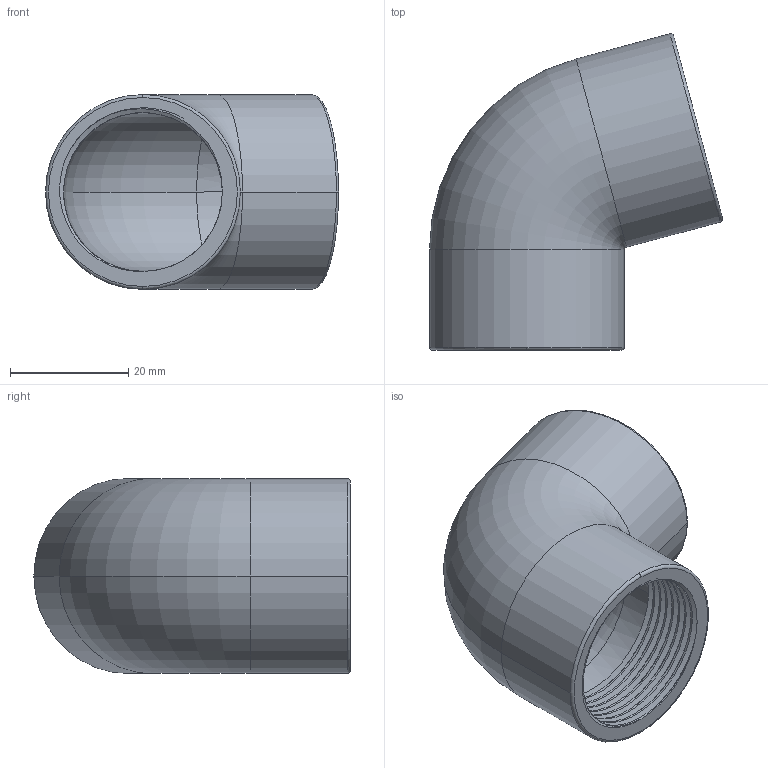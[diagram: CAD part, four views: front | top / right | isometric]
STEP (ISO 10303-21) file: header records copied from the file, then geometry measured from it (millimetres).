
FILE_DESCRIPTION (( 'STEP AP203' ), '1' );
FILE_NAME ('3D_R222-75_3-4_171543540.STEP', '2024-08-21T08:09:24', ( '' ), ( '' ), 'SwSTEP 2.0', 'SolidWorks 2024', '' );
FILE_SCHEMA (( 'CONFIG_CONTROL_DESIGN' ));
Length unit declared in the file: millimetre
Products named in the file (1): 3D_R222-75_3-4_171543540
Bounding box: 49.63 x 53.59 x 33 mm (x, y, z)
Volume: 15395.8 mm3; surface area: 12348.2 mm2
Topology: 1 solids, 1 shells, 55 faces, 149 edges, 96 vertices
Faces by surface type: cylinder 37, torus 8, bspline 6, plane 4
Entity records: 5234 total; most frequent: CARTESIAN_POINT 3988, ORIENTED_EDGE 298, DIRECTION 197, EDGE_CURVE 149, VERTEX_POINT 96, AXIS2_PLACEMENT_3D 79, EDGE_LOOP 57, ADVANCED_FACE 55
